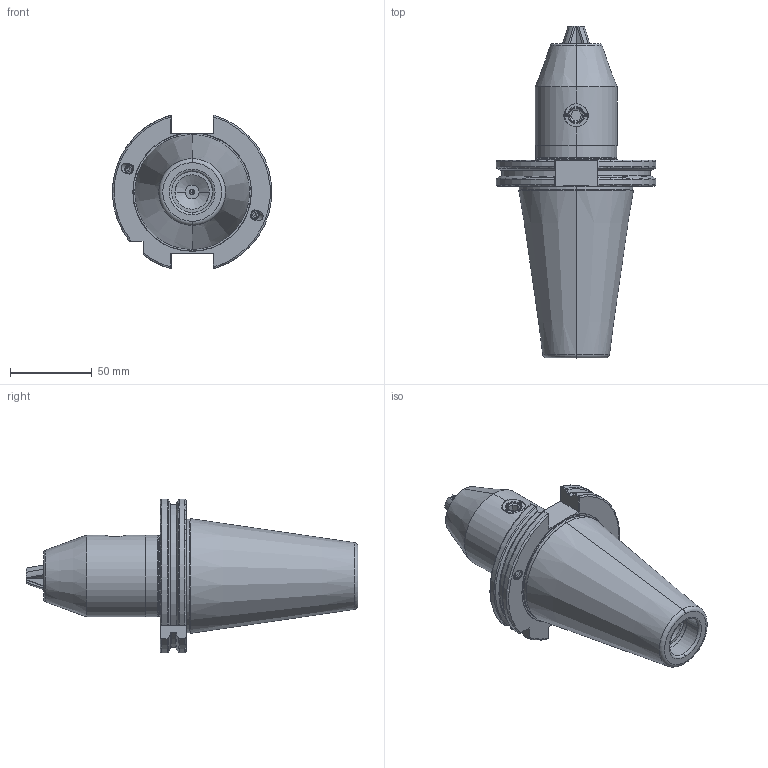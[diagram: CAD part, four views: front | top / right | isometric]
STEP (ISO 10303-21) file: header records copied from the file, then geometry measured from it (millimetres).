
FILE_DESCRIPTION (( 'STEP AP203' ), '1' );
FILE_NAME ('502.15.13-SK22350.STEP', '2017-04-10T10:48:34', ( '' ), ( '' ), 'SwSTEP 2.0', 'SolidWorks 2013', '' );
FILE_SCHEMA (( 'CONFIG_CONTROL_DESIGN' ));
Length unit declared in the file: millimetre
Products named in the file (15): KR02-9096; 1331402-0200H; 1331402D------; 1331503-03B; KM10-2045; 1331402-04D; KM10-2001; 1331402-05C; 502.15.13-SK22350; 1331402-06F; 1331402-08B; 1332401-103E; SK22350-01C; SB01-8001; 1331402-01F-
Assembly tree (17 placements, depth 3):
  KR02-9096
  502.15.13-SK22350
    SK22350-01C
    1331402D------
      1331402-01F-
      1331402-0200H
      1331503-03B
      1331402-04D
      1331402-05C
      1331402-06F
      1331402-08B
      1332401-103E  x3
      SB01-8001
    KM10-2045  x2
    KM10-2001  x2
Bounding box: 97.32 x 202.83 x 93.79 mm (x, y, z)
Volume: 427636.9 mm3; surface area: 97477.3 mm2
Topology: 16 solids, 16 shells, 1154 faces, 3060 edges, 1932 vertices
Faces by surface type: cylinder 399, plane 368, cone 252, torus 98, bspline 37
Entity records: 42741 total; most frequent: CARTESIAN_POINT 16797, ORIENTED_EDGE 5596, DIRECTION 4519, EDGE_CURVE 2798, AXIS2_PLACEMENT_3D 1845, VERTEX_POINT 1789, EDGE_LOOP 1125, ADVANCED_FACE 1057
